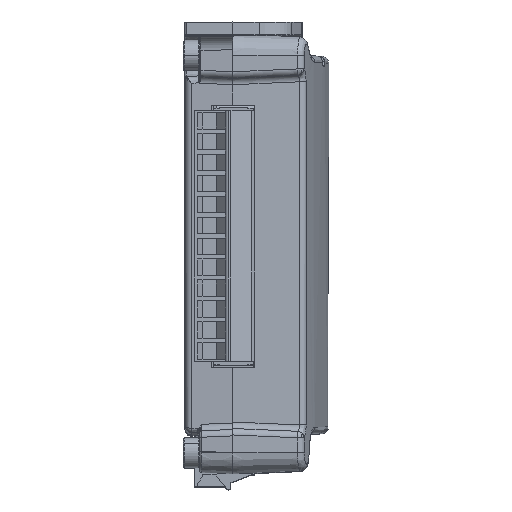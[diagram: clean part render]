
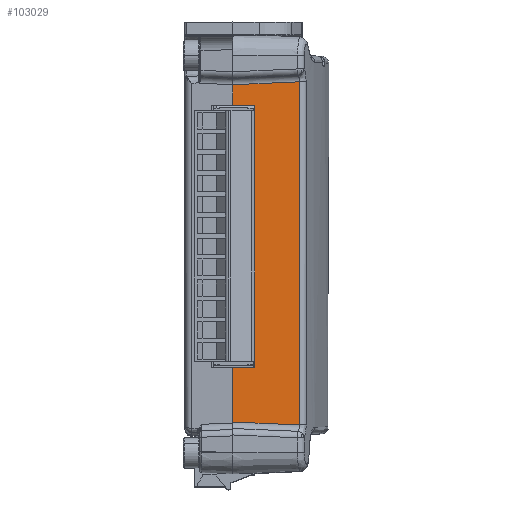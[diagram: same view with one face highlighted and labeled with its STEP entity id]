
A CAD part, top view. The second image highlights one B-rep face of the part: STEP entity #103029.
In plain terms, the highlighted planar face has unit normal (0.044, 0, 0.999).
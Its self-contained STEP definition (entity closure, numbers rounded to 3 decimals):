
#3444 = CARTESIAN_POINT ( 'NONE',  ( 11.712, -8.418, 41.756 ) ) ;
#3880 = DIRECTION ( 'NONE',  ( -0.998, -0.044, 0.044 ) ) ;
#5850 = DIRECTION ( 'NONE',  ( 0., -1., 0. ) ) ;
#6551 = EDGE_CURVE ( 'NONE', #90765, #103789, #60255, .T. ) ;
#9170 = VECTOR ( 'NONE', #15088, 1000. ) ;
#9571 = VERTEX_POINT ( 'NONE', #66937 ) ;
#10846 = EDGE_CURVE ( 'NONE', #23414, #91341, #15142, .T. ) ;
#11120 = CARTESIAN_POINT ( 'NONE',  ( -4.029, -10.688, 42.443 ) ) ;
#14582 = LINE ( 'NONE', #111371, #111586 ) ;
#15088 = DIRECTION ( 'NONE',  ( 0.998, -0.044, -0.044 ) ) ;
#15142 = LINE ( 'NONE', #118131, #9170 ) ;
#16769 = ORIENTED_EDGE ( 'NONE', *, *, #65415, .T. ) ;
#16995 = DIRECTION ( 'NONE',  ( 0., -1., 0. ) ) ;
#17832 = VERTEX_POINT ( 'NONE', #32883 ) ;
#19091 = ORIENTED_EDGE ( 'NONE', *, *, #21675, .T. ) ;
#19907 = VECTOR ( 'NONE', #73807, 1000. ) ;
#19941 = ORIENTED_EDGE ( 'NONE', *, *, #77984, .F. ) ;
#20614 = DIRECTION ( 'NONE',  ( 0.044, 0., 0.999 ) ) ;
#21675 = EDGE_CURVE ( 'NONE', #70656, #90765, #14582, .T. ) ;
#22617 = EDGE_CURVE ( 'NONE', #49201, #23414, #79222, .T. ) ;
#23414 = VERTEX_POINT ( 'NONE', #93952 ) ;
#29212 = VECTOR ( 'NONE', #43277, 1000. ) ;
#32331 = VECTOR ( 'NONE', #117385, 1000. ) ;
#32883 = CARTESIAN_POINT ( 'NONE',  ( 11.712, 54.097, 41.756 ) ) ;
#42905 = LINE ( 'NONE', #92166, #111883 ) ;
#43277 = DIRECTION ( 'NONE',  ( 0., -1., 0. ) ) ;
#46659 = VECTOR ( 'NONE', #3880, 1000. ) ;
#47058 = CARTESIAN_POINT ( 'NONE',  ( 3.552, 2.002, 42.112 ) ) ;
#49201 = VERTEX_POINT ( 'NONE', #91799 ) ;
#49255 = ORIENTED_EDGE ( 'NONE', *, *, #22617, .T. ) ;
#49607 = LINE ( 'NONE', #78274, #46659 ) ;
#54111 = CARTESIAN_POINT ( 'NONE',  ( 3.552, 49.774, 42.112 ) ) ;
#55774 = EDGE_LOOP ( 'NONE', ( #49255, #117371, #19941, #16769, #98235, #19091, #118264, #72039 ) ) ;
#59323 = EDGE_CURVE ( 'NONE', #9571, #70656, #42905, .T. ) ;
#60255 = LINE ( 'NONE', #98585, #32331 ) ;
#64329 = CARTESIAN_POINT ( 'NONE',  ( -4.029, 2.002, 42.443 ) ) ;
#65415 = EDGE_CURVE ( 'NONE', #17832, #9571, #49607, .T. ) ;
#66937 = CARTESIAN_POINT ( 'NONE',  ( -0.473, 53.565, 42.288 ) ) ;
#67438 = PLANE ( 'NONE',  #103774 ) ;
#70656 = VERTEX_POINT ( 'NONE', #113572 ) ;
#72039 = ORIENTED_EDGE ( 'NONE', *, *, #85222, .T. ) ;
#72522 = VECTOR ( 'NONE', #5850, 1000. ) ;
#73807 = DIRECTION ( 'NONE',  ( -0.999, 0., 0.044 ) ) ;
#77984 = EDGE_CURVE ( 'NONE', #17832, #91341, #97462, .T. ) ;
#78274 = CARTESIAN_POINT ( 'NONE',  ( 11.712, 54.097, 41.756 ) ) ;
#79222 = LINE ( 'NONE', #99517, #29212 ) ;
#85222 = EDGE_CURVE ( 'NONE', #103789, #49201, #97851, .T. ) ;
#86333 = DIRECTION ( 'NONE',  ( 0.999, 0., -0.044 ) ) ;
#90765 = VERTEX_POINT ( 'NONE', #54111 ) ;
#91341 = VERTEX_POINT ( 'NONE', #3444 ) ;
#91799 = CARTESIAN_POINT ( 'NONE',  ( -0.473, 2.002, 42.288 ) ) ;
#92166 = CARTESIAN_POINT ( 'NONE',  ( -0.473, -10.688, 42.288 ) ) ;
#93952 = CARTESIAN_POINT ( 'NONE',  ( -0.473, -7.886, 42.288 ) ) ;
#97462 = LINE ( 'NONE', #118756, #72522 ) ;
#97851 = LINE ( 'NONE', #64329, #19907 ) ;
#98235 = ORIENTED_EDGE ( 'NONE', *, *, #59323, .T. ) ;
#98585 = CARTESIAN_POINT ( 'NONE',  ( 3.552, -10.688, 42.112 ) ) ;
#99517 = CARTESIAN_POINT ( 'NONE',  ( -0.473, -10.688, 42.288 ) ) ;
#101963 = DIRECTION ( 'NONE',  ( 0.999, 0., -0.044 ) ) ;
#103029 = ADVANCED_FACE ( 'NONE', ( #103966 ), #67438, .T. ) ;
#103774 = AXIS2_PLACEMENT_3D ( 'NONE', #11120, #20614, #86333 ) ;
#103789 = VERTEX_POINT ( 'NONE', #47058 ) ;
#103966 = FACE_OUTER_BOUND ( 'NONE', #55774, .T. ) ;
#111371 = CARTESIAN_POINT ( 'NONE',  ( -4.029, 49.774, 42.443 ) ) ;
#111586 = VECTOR ( 'NONE', #101963, 1000. ) ;
#111883 = VECTOR ( 'NONE', #16995, 1000. ) ;
#113572 = CARTESIAN_POINT ( 'NONE',  ( -0.473, 49.774, 42.288 ) ) ;
#117371 = ORIENTED_EDGE ( 'NONE', *, *, #10846, .T. ) ;
#117385 = DIRECTION ( 'NONE',  ( 0., -1., 0. ) ) ;
#118131 = CARTESIAN_POINT ( 'NONE',  ( -0.473, -7.886, 42.288 ) ) ;
#118264 = ORIENTED_EDGE ( 'NONE', *, *, #6551, .T. ) ;
#118756 = CARTESIAN_POINT ( 'NONE',  ( 11.712, -9.954, 41.756 ) ) ;
